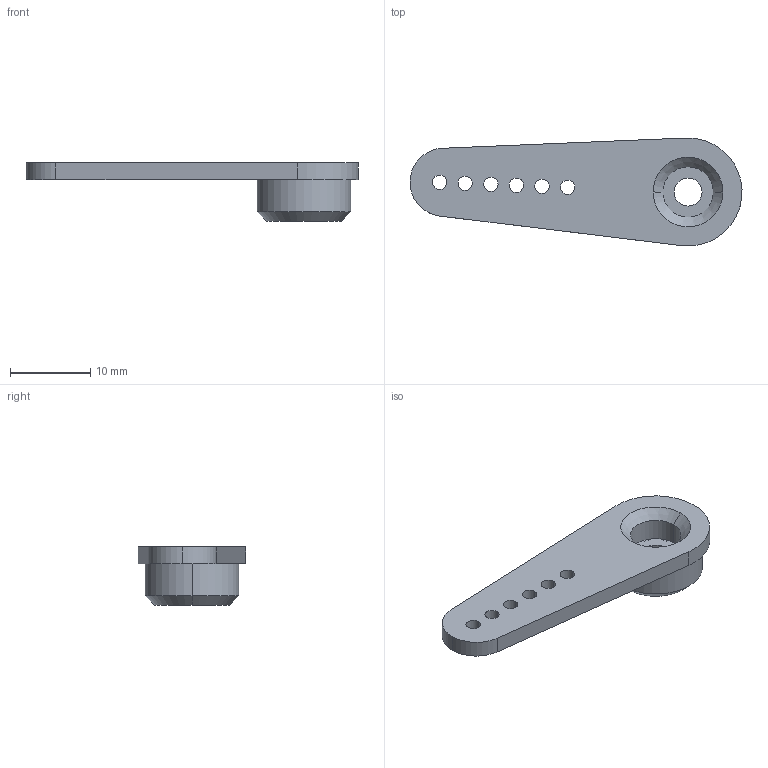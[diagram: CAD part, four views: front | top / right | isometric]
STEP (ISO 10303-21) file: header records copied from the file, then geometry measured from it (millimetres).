
FILE_DESCRIPTION (( 'STEP AP214' ), '1' );
FILE_NAME ('servomoteur_plateau_1.step', '2016-11-18T20:42:39', ( '' ), ( '' ), 'SwSTEP 2.0', 'SolidWorks 2015', '' );
FILE_SCHEMA (( 'AUTOMOTIVE_DESIGN' ));
Length unit declared in the file: millimetre
Products named in the file (1): servomoteur_plateau_1
Bounding box: 41.47 x 13.48 x 7.3 mm (x, y, z)
Volume: 1189.9 mm3; surface area: 1386.7 mm2
Topology: 1 solids, 1 shells, 34 faces, 83 edges, 54 vertices
Faces by surface type: cylinder 23, plane 7, cone 4
Entity records: 1087 total; most frequent: DIRECTION 203, CARTESIAN_POINT 172, ORIENTED_EDGE 166, AXIS2_PLACEMENT_3D 85, EDGE_CURVE 83, VERTEX_POINT 54, EDGE_LOOP 51, CIRCLE 50
